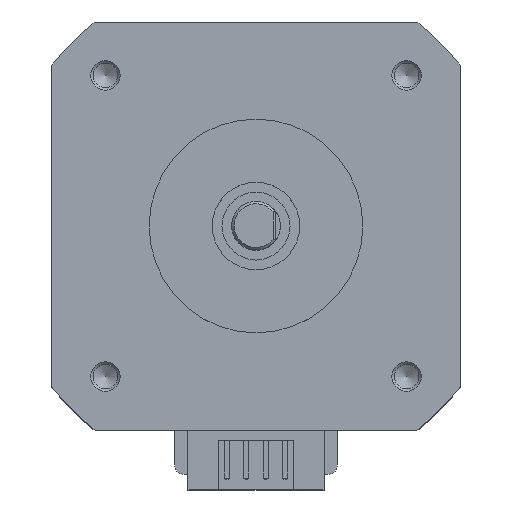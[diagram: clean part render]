
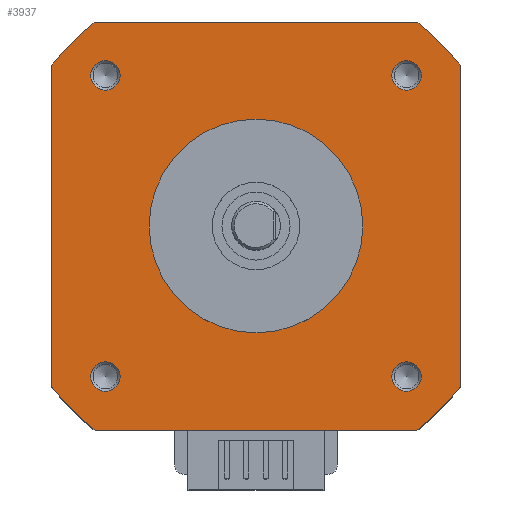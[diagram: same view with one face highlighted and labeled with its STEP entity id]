
A CAD part, top view. The second image highlights one B-rep face of the part: STEP entity #3937.
In plain terms, the highlighted planar face has unit normal (0, 0, 1).
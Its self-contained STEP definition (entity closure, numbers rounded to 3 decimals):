
#244=LINE('',#5790,#646);
#298=LINE('',#5918,#700);
#299=LINE('',#5922,#701);
#300=LINE('',#5926,#702);
#646=VECTOR('',#4737,10.);
#700=VECTOR('',#4845,10.);
#701=VECTOR('',#4848,10.);
#702=VECTOR('',#4851,10.);
#939=FACE_BOUND('',#1280,.T.);
#940=FACE_BOUND('',#1281,.T.);
#941=FACE_BOUND('',#1282,.T.);
#942=FACE_BOUND('',#1283,.T.);
#943=FACE_BOUND('',#1284,.T.);
#1041=FACE_OUTER_BOUND('',#1279,.T.);
#1279=EDGE_LOOP('',(#2864,#2865,#2866,#2867,#2868,#2869,#2870,#2871));
#1280=EDGE_LOOP('',(#2872));
#1281=EDGE_LOOP('',(#2873));
#1282=EDGE_LOOP('',(#2874));
#1283=EDGE_LOOP('',(#2875));
#1284=EDGE_LOOP('',(#2876));
#1441=CIRCLE('',#4197,1.515);
#1443=CIRCLE('',#4200,26.75);
#1444=CIRCLE('',#4201,26.75);
#1445=CIRCLE('',#4202,26.75);
#1446=CIRCLE('',#4203,26.75);
#1447=CIRCLE('',#4204,1.515);
#1448=CIRCLE('',#4205,1.515);
#1449=CIRCLE('',#4206,11.);
#1450=CIRCLE('',#4207,1.515);
#1632=VERTEX_POINT('',#5787);
#1633=VERTEX_POINT('',#5789);
#1669=VERTEX_POINT('',#5910);
#1671=VERTEX_POINT('',#5916);
#1672=VERTEX_POINT('',#5917);
#1673=VERTEX_POINT('',#5919);
#1674=VERTEX_POINT('',#5921);
#1675=VERTEX_POINT('',#5923);
#1676=VERTEX_POINT('',#5925);
#1677=VERTEX_POINT('',#5929);
#1678=VERTEX_POINT('',#5931);
#1679=VERTEX_POINT('',#5933);
#1680=VERTEX_POINT('',#5935);
#2048=EDGE_CURVE('',#1633,#1632,#244,.T.);
#2106=EDGE_CURVE('',#1669,#1669,#1441,.T.);
#2109=EDGE_CURVE('',#1671,#1672,#298,.T.);
#2110=EDGE_CURVE('',#1672,#1673,#1443,.T.);
#2111=EDGE_CURVE('',#1673,#1674,#299,.T.);
#2112=EDGE_CURVE('',#1674,#1675,#1444,.T.);
#2113=EDGE_CURVE('',#1675,#1676,#300,.T.);
#2114=EDGE_CURVE('',#1676,#1633,#1445,.T.);
#2115=EDGE_CURVE('',#1632,#1671,#1446,.T.);
#2116=EDGE_CURVE('',#1677,#1677,#1447,.T.);
#2117=EDGE_CURVE('',#1678,#1678,#1448,.T.);
#2118=EDGE_CURVE('',#1679,#1679,#1449,.T.);
#2119=EDGE_CURVE('',#1680,#1680,#1450,.T.);
#2864=ORIENTED_EDGE('',*,*,#2109,.T.);
#2865=ORIENTED_EDGE('',*,*,#2110,.T.);
#2866=ORIENTED_EDGE('',*,*,#2111,.T.);
#2867=ORIENTED_EDGE('',*,*,#2112,.T.);
#2868=ORIENTED_EDGE('',*,*,#2113,.T.);
#2869=ORIENTED_EDGE('',*,*,#2114,.T.);
#2870=ORIENTED_EDGE('',*,*,#2048,.T.);
#2871=ORIENTED_EDGE('',*,*,#2115,.T.);
#2872=ORIENTED_EDGE('',*,*,#2116,.F.);
#2873=ORIENTED_EDGE('',*,*,#2117,.F.);
#2874=ORIENTED_EDGE('',*,*,#2118,.T.);
#2875=ORIENTED_EDGE('',*,*,#2119,.F.);
#2876=ORIENTED_EDGE('',*,*,#2106,.F.);
#3609=PLANE('',#4199);
#3937=ADVANCED_FACE('',(#1041,#939,#940,#941,#942,#943),#3609,.T.);
#4197=AXIS2_PLACEMENT_3D('',#5911,#4838,#4839);
#4199=AXIS2_PLACEMENT_3D('',#5915,#4843,#4844);
#4200=AXIS2_PLACEMENT_3D('',#5920,#4846,#4847);
#4201=AXIS2_PLACEMENT_3D('',#5924,#4849,#4850);
#4202=AXIS2_PLACEMENT_3D('',#5927,#4852,#4853);
#4203=AXIS2_PLACEMENT_3D('',#5928,#4854,#4855);
#4204=AXIS2_PLACEMENT_3D('',#5930,#4856,#4857);
#4205=AXIS2_PLACEMENT_3D('',#5932,#4858,#4859);
#4206=AXIS2_PLACEMENT_3D('',#5934,#4860,#4861);
#4207=AXIS2_PLACEMENT_3D('',#5936,#4862,#4863);
#4737=DIRECTION('',(1.,0.,0.));
#4838=DIRECTION('center_axis',(0.,0.,1.));
#4839=DIRECTION('ref_axis',(1.,0.,0.));
#4843=DIRECTION('center_axis',(0.,0.,1.));
#4844=DIRECTION('ref_axis',(1.,0.,0.));
#4845=DIRECTION('',(0.,1.,0.));
#4846=DIRECTION('center_axis',(0.,0.,1.));
#4847=DIRECTION('ref_axis',(1.,0.,0.));
#4848=DIRECTION('',(-1.,0.,0.));
#4849=DIRECTION('center_axis',(0.,0.,1.));
#4850=DIRECTION('ref_axis',(1.,0.,0.));
#4851=DIRECTION('',(0.,-1.,0.));
#4852=DIRECTION('center_axis',(0.,0.,1.));
#4853=DIRECTION('ref_axis',(1.,0.,0.));
#4854=DIRECTION('center_axis',(0.,0.,1.));
#4855=DIRECTION('ref_axis',(1.,0.,0.));
#4856=DIRECTION('center_axis',(0.,0.,1.));
#4857=DIRECTION('ref_axis',(1.,0.,0.));
#4858=DIRECTION('center_axis',(0.,0.,1.));
#4859=DIRECTION('ref_axis',(1.,0.,0.));
#4860=DIRECTION('center_axis',(0.,0.,-1.));
#4861=DIRECTION('ref_axis',(1.,0.,0.));
#4862=DIRECTION('center_axis',(0.,0.,1.));
#4863=DIRECTION('ref_axis',(1.,0.,0.));
#5787=CARTESIAN_POINT('',(16.57,-21.,0.));
#5789=CARTESIAN_POINT('',(-16.57,-21.,0.));
#5790=CARTESIAN_POINT('',(-21.,-21.,0.));
#5910=CARTESIAN_POINT('',(13.986,15.5,0.));
#5911=CARTESIAN_POINT('Origin',(15.5,15.5,0.));
#5915=CARTESIAN_POINT('Origin',(0.,0.,0.));
#5916=CARTESIAN_POINT('',(21.,-16.57,0.));
#5917=CARTESIAN_POINT('',(21.,16.57,0.));
#5918=CARTESIAN_POINT('',(21.,-21.,0.));
#5919=CARTESIAN_POINT('',(16.57,21.,0.));
#5920=CARTESIAN_POINT('Origin',(0.,0.,0.));
#5921=CARTESIAN_POINT('',(-16.57,21.,0.));
#5922=CARTESIAN_POINT('',(21.,21.,0.));
#5923=CARTESIAN_POINT('',(-21.,16.57,0.));
#5924=CARTESIAN_POINT('Origin',(0.,0.,0.));
#5925=CARTESIAN_POINT('',(-21.,-16.57,0.));
#5926=CARTESIAN_POINT('',(-21.,21.,0.));
#5927=CARTESIAN_POINT('Origin',(0.,0.,0.));
#5928=CARTESIAN_POINT('Origin',(0.,0.,0.));
#5929=CARTESIAN_POINT('',(-17.015,15.5,0.));
#5930=CARTESIAN_POINT('Origin',(-15.5,15.5,0.));
#5931=CARTESIAN_POINT('',(-17.015,-15.5,0.));
#5932=CARTESIAN_POINT('Origin',(-15.5,-15.5,0.));
#5933=CARTESIAN_POINT('',(-11.,0.,0.));
#5934=CARTESIAN_POINT('Origin',(0.,0.,0.));
#5935=CARTESIAN_POINT('',(13.986,-15.5,0.));
#5936=CARTESIAN_POINT('Origin',(15.5,-15.5,0.));
